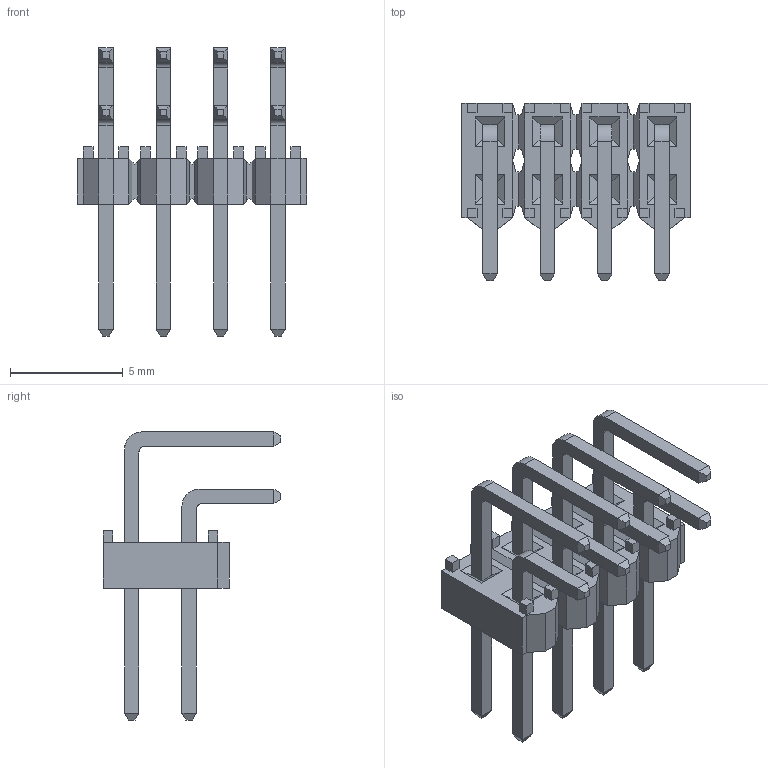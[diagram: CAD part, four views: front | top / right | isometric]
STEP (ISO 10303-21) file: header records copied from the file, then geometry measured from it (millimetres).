
FILE_DESCRIPTION(('FreeCAD Model'),'2;1');
FILE_NAME('Samtec-TSW-104-08-T-D-RA002.stp','2016-01-27T22:40:57',('FreeCAD'),('FreeCAD'), 'Open CASCADE STEP processor 6.8','FreeCAD','Unknown');
FILE_SCHEMA(('AUTOMOTIVE_DESIGN_CC2 { 1 2 10303 214 -1 1 5 4 }'));
Length unit declared in the file: millimetre
Products named in the file (1): Open CASCADE STEP translator 6.8 134
Bounding box: 10.16 x 7.87 x 12.76 mm (x, y, z)
Volume: 148.6 mm3; surface area: 507.6 mm2
Topology: 1 solids, 1 shells, 400 faces, 958 edges, 570 vertices
Faces by surface type: plane 384, bspline 16
Entity records: 22364 total; most frequent: CARTESIAN_POINT 8529, B_SPLINE_CURVE_WITH_KNOTS 2810, ORIENTED_EDGE 1916, PCURVE 1916, DEFINITIONAL_REPRESENTATION 1916, EDGE_CURVE 958, SURFACE_CURVE 958, DIRECTION 770
